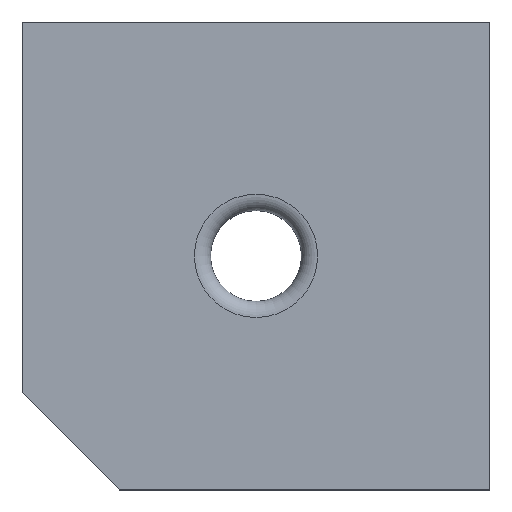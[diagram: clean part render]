
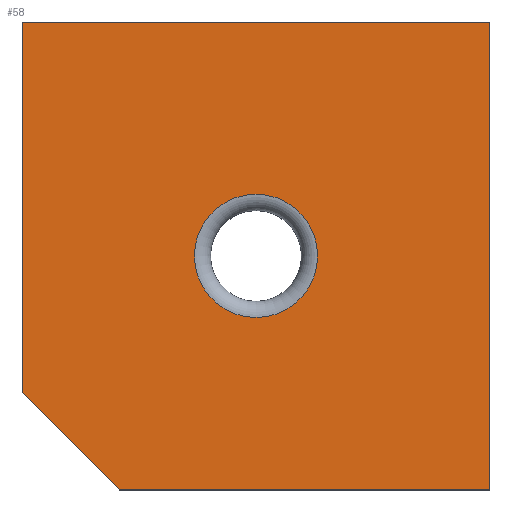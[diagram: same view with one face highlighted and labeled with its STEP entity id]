
A CAD part, top view. The second image highlights one B-rep face of the part: STEP entity #58.
In plain terms, the highlighted planar face has unit normal (0, 0, 1).
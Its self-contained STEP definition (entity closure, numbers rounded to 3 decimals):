
#58=ADVANCED_FACE('',(#220,#222),#224,.T.);
#220=FACE_BOUND('',#221,.T.);
#221=EDGE_LOOP('',(#372,#373,#374,#375,#376));
#222=FACE_BOUND('',#223,.T.);
#223=EDGE_LOOP('',(#377));
#224=PLANE('',#225);
#225=AXIS2_PLACEMENT_3D('',#226,#227,#228);
#226=CARTESIAN_POINT('',(0.,0.,7.87));
#227=DIRECTION('',(0.,0.,1.));
#228=DIRECTION('',(1.,0.,0.));
#372=ORIENTED_EDGE('',*,*,#426,.T.);
#373=ORIENTED_EDGE('',*,*,#427,.T.);
#374=ORIENTED_EDGE('',*,*,#428,.T.);
#375=ORIENTED_EDGE('',*,*,#429,.T.);
#376=ORIENTED_EDGE('',*,*,#430,.T.);
#377=ORIENTED_EDGE('',*,*,#431,.T.);
#426=EDGE_CURVE('',#453,#454,#455,.T.);
#427=EDGE_CURVE('',#454,#456,#457,.T.);
#428=EDGE_CURVE('',#456,#458,#459,.T.);
#429=EDGE_CURVE('',#458,#460,#461,.T.);
#430=EDGE_CURVE('',#460,#453,#462,.T.);
#431=EDGE_CURVE('',#463,#463,#464,.F.);
#453=VERTEX_POINT('',#502);
#454=VERTEX_POINT('',#503);
#455=LINE('',#504,#505);
#456=VERTEX_POINT('',#507);
#457=LINE('',#508,#509);
#458=VERTEX_POINT('',#511);
#459=LINE('',#512,#513);
#460=VERTEX_POINT('',#515);
#461=LINE('',#516,#517);
#462=LINE('',#519,#520);
#463=VERTEX_POINT('',#522);
#464=CIRCLE('',#523,3.795);
#502=CARTESIAN_POINT('',(14.4,-14.4,7.87));
#503=CARTESIAN_POINT('',(14.4,14.4,7.87));
#504=CARTESIAN_POINT('',(14.4,-14.4,7.87));
#505=VECTOR('',#506,1.);
#506=DIRECTION('',(0.,1.,0.));
#507=CARTESIAN_POINT('',(-14.4,14.4,7.87));
#508=CARTESIAN_POINT('',(14.4,14.4,7.87));
#509=VECTOR('',#510,1.);
#510=DIRECTION('',(-1.,0.,0.));
#511=CARTESIAN_POINT('',(-14.4,-8.4,7.87));
#512=CARTESIAN_POINT('',(-14.4,14.4,7.87));
#513=VECTOR('',#514,1.);
#514=DIRECTION('',(0.,-1.,0.));
#515=CARTESIAN_POINT('',(-8.4,-14.4,7.87));
#516=CARTESIAN_POINT('',(-14.4,-8.4,7.87));
#517=VECTOR('',#518,1.);
#518=DIRECTION('',(0.707,-0.707,0.));
#519=CARTESIAN_POINT('',(-8.4,-14.4,7.87));
#520=VECTOR('',#521,1.);
#521=DIRECTION('',(1.,0.,0.));
#522=CARTESIAN_POINT('',(3.795,0.,7.87));
#523=AXIS2_PLACEMENT_3D('',#524,#525,#526);
#524=CARTESIAN_POINT('',(0.,0.,7.87));
#525=DIRECTION('',(0.,0.,1.));
#526=DIRECTION('',(1.,0.,0.));
